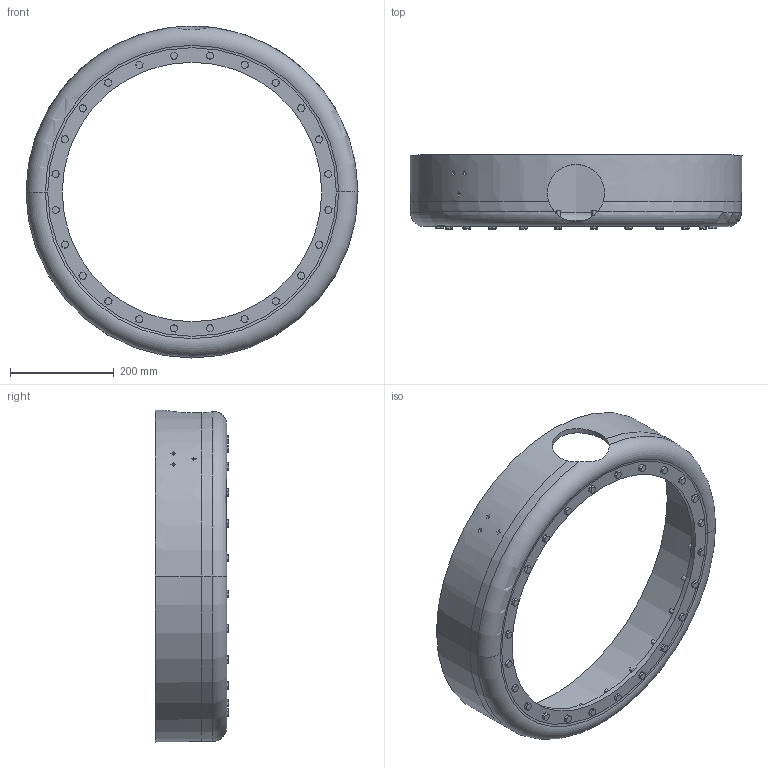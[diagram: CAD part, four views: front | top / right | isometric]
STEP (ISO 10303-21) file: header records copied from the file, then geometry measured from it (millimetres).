
FILE_DESCRIPTION (( 'STEP AP214' ), '1' );
FILE_NAME ('WELDRING206_P8000005684.STEP', '2013-06-27T07:41:13', ( 'Admin2' ), ( '' ), 'SwSTEP 2.0', 'SolidWorks 2010', '' );
FILE_SCHEMA (( 'AUTOMOTIVE_DESIGN' ));
Length unit declared in the file: millimetre
Products named in the file (1): WELDRING206_P8000005684
Bounding box: 639.62 x 142.3 x 639.62 mm (x, y, z)
Surface area: 769250 mm2 (no closed solid volume)
Topology: 0 solids, 96 shells, 508 faces, 1397 edges, 900 vertices
Faces by surface type: plane 197, cylinder 150, cone 146, torus 15
Entity records: 23188 total; most frequent: CARTESIAN_POINT 5120, DIRECTION 2718, ORIENTED_EDGE 2194, EDGE_CURVE 1397, AXIS2_PLACEMENT_3D 1116, VERTEX_POINT 900, CIRCLE 607, EDGE_LOOP 567
